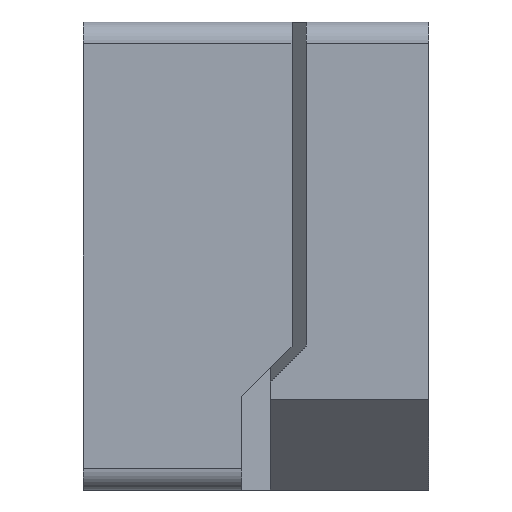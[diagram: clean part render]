
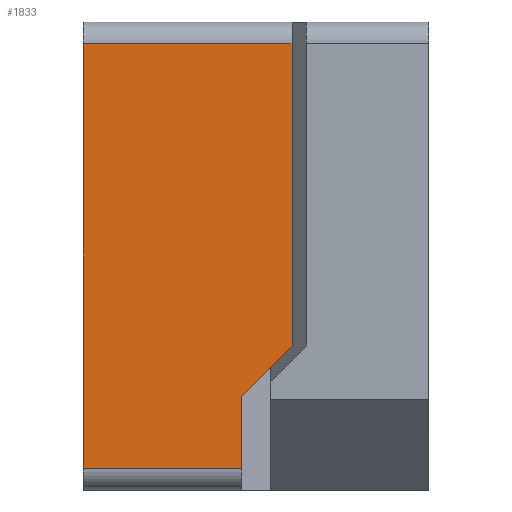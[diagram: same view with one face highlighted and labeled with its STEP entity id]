
A CAD part, left-side view. The second image highlights one B-rep face of the part: STEP entity #1833.
In plain terms, the highlighted planar face has unit normal (-1, 0, 0).
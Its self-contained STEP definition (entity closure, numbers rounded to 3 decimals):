
#97 = CARTESIAN_POINT ( 'NONE',  ( -3.25, 4.8, -2.95 ) ) ;
#118 = CARTESIAN_POINT ( 'NONE',  ( -3.25, 2.6, -2.95 ) ) ;
#224 = ORIENTED_EDGE ( 'NONE', *, *, #2163, .T. ) ;
#294 = DIRECTION ( 'NONE',  ( 0., -1., 0. ) ) ;
#376 = DIRECTION ( 'NONE',  ( -1., 0., 0. ) ) ;
#422 = EDGE_CURVE ( 'NONE', #1920, #1706, #929, .T. ) ;
#451 = CARTESIAN_POINT ( 'NONE',  ( -3.25, 1.9, -1.25 ) ) ;
#458 = EDGE_CURVE ( 'NONE', #1415, #553, #1990, .T. ) ;
#470 = CARTESIAN_POINT ( 'NONE',  ( -3.25, 2.6, -2.95 ) ) ;
#492 = CARTESIAN_POINT ( 'NONE',  ( -3.25, 2.6, -1.95 ) ) ;
#543 = VECTOR ( 'NONE', #1631, 1000. ) ;
#553 = VERTEX_POINT ( 'NONE', #492 ) ;
#585 = CARTESIAN_POINT ( 'NONE',  ( -3.25, 4.8, -2.95 ) ) ;
#704 = VECTOR ( 'NONE', #1589, 1000. ) ;
#737 = CARTESIAN_POINT ( 'NONE',  ( -3.25, 4.8, 2.95 ) ) ;
#789 = CARTESIAN_POINT ( 'NONE',  ( -3.25, 4.8, 0. ) ) ;
#818 = CARTESIAN_POINT ( 'NONE',  ( -3.25, 1.9, -2.95 ) ) ;
#831 = CARTESIAN_POINT ( 'NONE',  ( -3.25, 1.9, 2.95 ) ) ;
#851 = ORIENTED_EDGE ( 'NONE', *, *, #2287, .T. ) ;
#897 = VERTEX_POINT ( 'NONE', #831 ) ;
#929 = LINE ( 'NONE', #789, #2010 ) ;
#977 = CARTESIAN_POINT ( 'NONE',  ( -3.25, 4.8, 2.95 ) ) ;
#1204 = DIRECTION ( 'NONE',  ( 0., 0., 1. ) ) ;
#1324 = ORIENTED_EDGE ( 'NONE', *, *, #422, .F. ) ;
#1415 = VERTEX_POINT ( 'NONE', #470 ) ;
#1524 = EDGE_CURVE ( 'NONE', #1920, #1415, #2126, .T. ) ;
#1577 = PLANE ( 'NONE',  #2222 ) ;
#1582 = ORIENTED_EDGE ( 'NONE', *, *, #1952, .F. ) ;
#1589 = DIRECTION ( 'NONE',  ( 0., 0., 1. ) ) ;
#1631 = DIRECTION ( 'NONE',  ( 0., 0., 1. ) ) ;
#1706 = VERTEX_POINT ( 'NONE', #977 ) ;
#1726 = CARTESIAN_POINT ( 'NONE',  ( -3.25, 4.8, -2.95 ) ) ;
#1729 = VECTOR ( 'NONE', #1788, 1000. ) ;
#1747 = LINE ( 'NONE', #737, #1729 ) ;
#1764 = VECTOR ( 'NONE', #294, 1000. ) ;
#1775 = FACE_OUTER_BOUND ( 'NONE', #2168, .T. ) ;
#1785 = DIRECTION ( 'NONE',  ( 0., 0., 1. ) ) ;
#1788 = DIRECTION ( 'NONE',  ( 0., 1., 0. ) ) ;
#1833 = ADVANCED_FACE ( 'NONE', ( #1775 ), #1577, .T. ) ;
#1845 = DIRECTION ( 'NONE',  ( 0., 0.707, -0.707 ) ) ;
#1920 = VERTEX_POINT ( 'NONE', #97 ) ;
#1952 = EDGE_CURVE ( 'NONE', #1982, #553, #2045, .T. ) ;
#1982 = VERTEX_POINT ( 'NONE', #451 ) ;
#1990 = LINE ( 'NONE', #118, #704 ) ;
#2010 = VECTOR ( 'NONE', #1785, 1000. ) ;
#2045 = LINE ( 'NONE', #2422, #2336 ) ;
#2126 = LINE ( 'NONE', #1726, #1764 ) ;
#2163 = EDGE_CURVE ( 'NONE', #897, #1706, #1747, .T. ) ;
#2168 = EDGE_LOOP ( 'NONE', ( #851, #224, #1324, #2282, #2404, #1582 ) ) ;
#2222 = AXIS2_PLACEMENT_3D ( 'NONE', #585, #376, #1204 ) ;
#2282 = ORIENTED_EDGE ( 'NONE', *, *, #1524, .T. ) ;
#2287 = EDGE_CURVE ( 'NONE', #1982, #897, #2611, .T. ) ;
#2336 = VECTOR ( 'NONE', #1845, 1000. ) ;
#2404 = ORIENTED_EDGE ( 'NONE', *, *, #458, .T. ) ;
#2422 = CARTESIAN_POINT ( 'NONE',  ( -3.25, 2.25, -1.6 ) ) ;
#2611 = LINE ( 'NONE', #818, #543 ) ;
